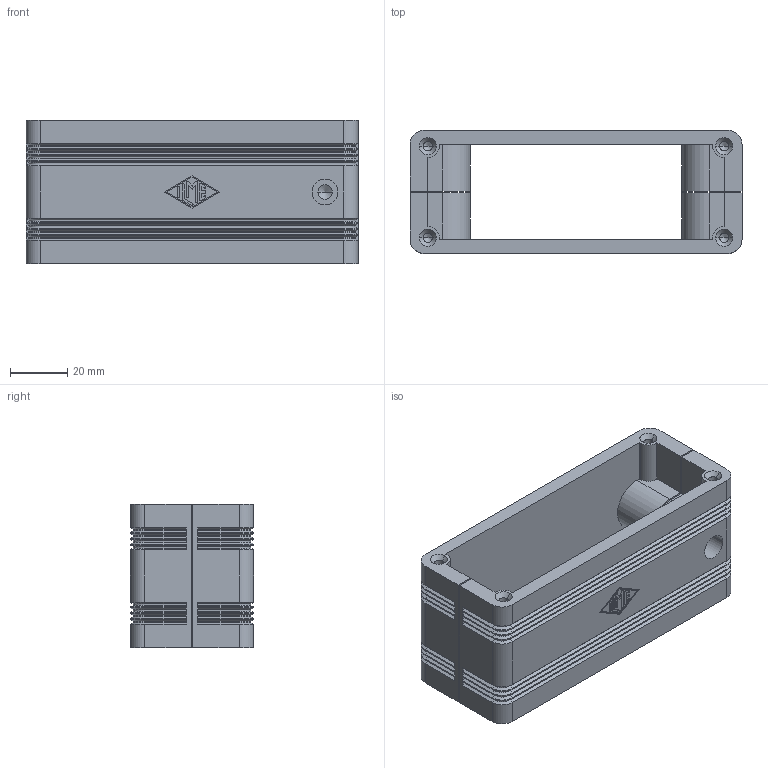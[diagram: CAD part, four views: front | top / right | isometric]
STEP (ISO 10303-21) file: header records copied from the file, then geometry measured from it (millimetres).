
FILE_DESCRIPTION((''),'2;1');
FILE_NAME('CYG 16.stp','2007-01-11T10:03:00',('gembarski'),(''),'Autodesk Inventor 7','Autodesk Inventor 7','');
FILE_SCHEMA(('AUTOMOTIVE_DESIGN { 1 0 10303 214 1 1 1 1 }'));
Length unit declared in the file: millimetre
Products named in the file (1): CYG 16
Bounding box: 116 x 43 x 50 mm (x, y, z)
Volume: 89115.7 mm3; surface area: 39246 mm2
Topology: 2 solids, 2 shells, 491 faces, 1147 edges, 658 vertices
Faces by surface type: bspline 182, plane 169, cylinder 92, cone 48
Entity records: 14629 total; most frequent: CARTESIAN_POINT 4055, ORIENTED_EDGE 2254, DIRECTION 2021, EDGE_CURVE 1127, VECTOR 853, LINE 853, VERTEX_POINT 658, AXIS2_PLACEMENT_3D 584
